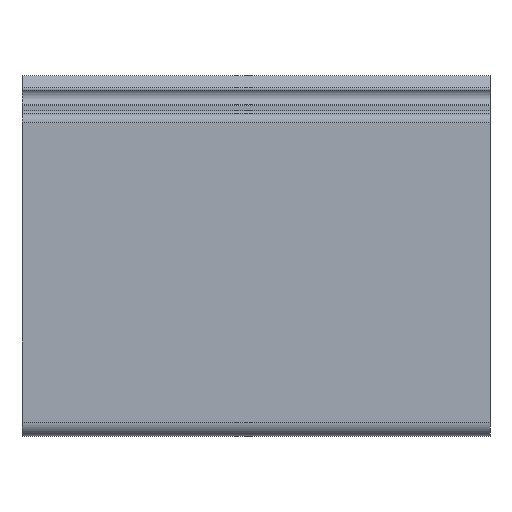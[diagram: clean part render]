
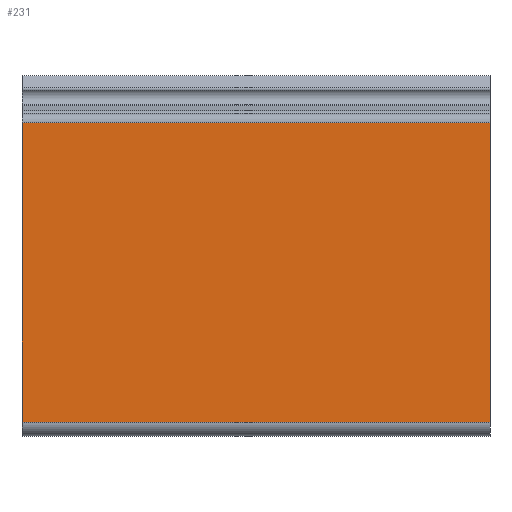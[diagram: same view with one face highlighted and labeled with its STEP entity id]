
A CAD part, front view. The second image highlights one B-rep face of the part: STEP entity #231.
In plain terms, the highlighted planar face has unit normal (0, -1, 0).
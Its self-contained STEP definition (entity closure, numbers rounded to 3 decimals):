
#231=ADVANCED_FACE('',(#428),#429,.F.);
#428=FACE_OUTER_BOUND('',#676,.T.);
#429=PLANE('',#677);
#676=EDGE_LOOP('',(#1284,#1285,#1286,#1287));
#677=AXIS2_PLACEMENT_3D('',#1288,#1289,#1290);
#1284=ORIENTED_EDGE('',*,*,#2101,.F.);
#1285=ORIENTED_EDGE('',*,*,#2102,.F.);
#1286=ORIENTED_EDGE('',*,*,#2103,.F.);
#1287=ORIENTED_EDGE('',*,*,#2099,.T.);
#1288=CARTESIAN_POINT('',(50000.0,-80.0,-5.));
#1289=DIRECTION('',(0.0,1.0,0.));
#1290=DIRECTION('',(0.0,0.,1.0));
#2099=EDGE_CURVE('',#2610,#2608,#2611,.T.);
#2101=EDGE_CURVE('',#2613,#2608,#2614,.T.);
#2102=EDGE_CURVE('',#2615,#2613,#2616,.T.);
#2103=EDGE_CURVE('',#2610,#2615,#2617,.T.);
#2608=VERTEX_POINT('',#3348);
#2610=VERTEX_POINT('',#3350);
#2611=LINE('',#3351,#3352);
#2613=VERTEX_POINT('',#3354);
#2614=LINE('',#3355,#3356);
#2615=VERTEX_POINT('',#3357);
#2616=LINE('',#3358,#3359);
#2617=LINE('',#3360,#3361);
#3348=CARTESIAN_POINT('',(-50.,-80.0,27.));
#3350=CARTESIAN_POINT('',(50.,-80.0,27.));
#3351=CARTESIAN_POINT('',(50000.0,-80.0,27.));
#3352=VECTOR('',#4081,1.0);
#3354=CARTESIAN_POINT('',(-50.,-80.0,-37.0));
#3355=CARTESIAN_POINT('',(-50.,-80.0,-5.));
#3356=VECTOR('',#4085,1.0);
#3357=CARTESIAN_POINT('',(50.,-80.0,-37.0));
#3358=CARTESIAN_POINT('',(50000.0,-80.0,-37.0));
#3359=VECTOR('',#4086,1.0);
#3360=CARTESIAN_POINT('',(50.,-80.0,-5.));
#3361=VECTOR('',#4087,1.0);
#4081=DIRECTION('',(-1.0,0.0,0.0));
#4085=DIRECTION('',(0.0,0.,1.0));
#4086=DIRECTION('',(-1.0,0.0,0.0));
#4087=DIRECTION('',(0.0,0.,-1.0));
